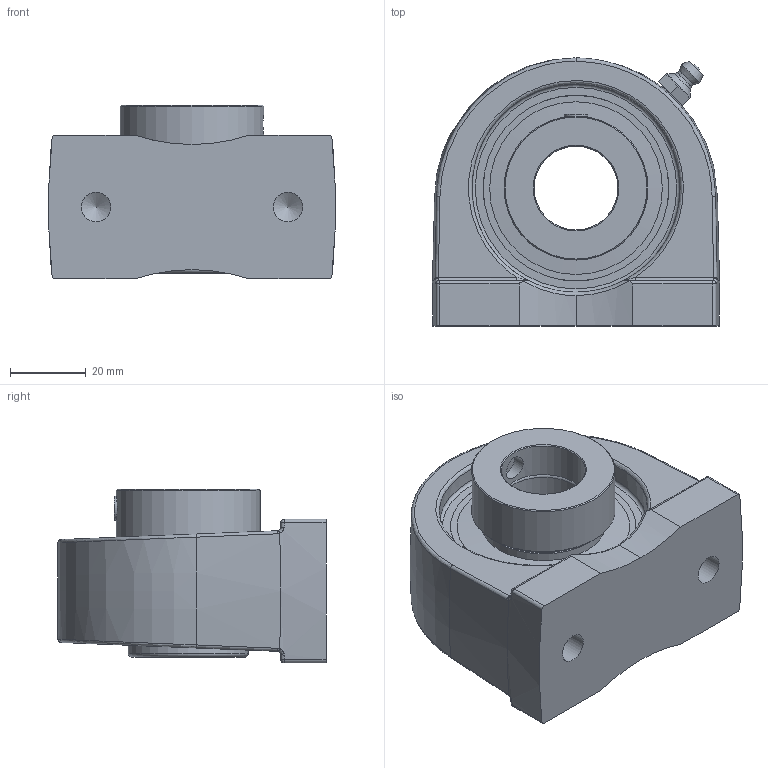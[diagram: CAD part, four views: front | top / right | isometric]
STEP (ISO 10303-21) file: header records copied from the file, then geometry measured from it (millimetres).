
FILE_DESCRIPTION(('HOOPS Exchange Step'),'2;1');
FILE_NAME('export-A9E7F28F-CEC7-40D3-AC14-AFEC43F9C989.stp','2019-12-13T14:50:51-08:00',('ibuslach'),('Alibre'),'HOOPS Exchange 2019.2','Alibre','Unknown authorisation');
FILE_SCHEMA( ('AP242_MANAGED_MODEL_BASED_3D_ENGINEERING_MIM_LF {1 0 10303 442 1 1 4 }') );
Length unit declared in the file: centimetre
Products named in the file (8): MRN SPA 205; UCP ZERK 6mm; SHC 205-14 RACE; SHC 205-14 COLLAR; SHC 205-14 SHIELD; SHC 204 SS; MRN SHC 205-14; MRN SHCPA 205-14
Assembly tree (7 placements, depth 3):
  MRN SHCPA 205-14
    MRN SPA 205
    UCP ZERK 6mm
    MRN SHC 205-14
      SHC 205-14 RACE
      SHC 205-14 COLLAR
      SHC 205-14 SHIELD
      SHC 204 SS
Bounding box: 76 x 71 x 45.96 mm (x, y, z)
Volume: 112137.4 mm3; surface area: 43707.2 mm2
Topology: 16 solids, 16 shells, 205 faces, 543 edges, 347 vertices
Faces by surface type: cylinder 59, plane 55, bspline 28, cone 23, torus 20, sphere 20
Full cylindrical faces by diameter (mm): 1.507 x2, 6 x2, 6.35 x3, 7.798 x2, 22.225 x2, 28.956 x2, 31.75 x4, 32.766 x2, 38.1 x1, 44.45 x2, 45.72 x4, 55.143 x2
Entity records: 12775 total; most frequent: CARTESIAN_POINT 7710, ORIENTED_EDGE 1026, DIRECTION 1011, EDGE_CURVE 513, AXIS2_PLACEMENT_3D 434, VERTEX_POINT 347, EDGE_LOOP 232, FACE_BOUND 232
